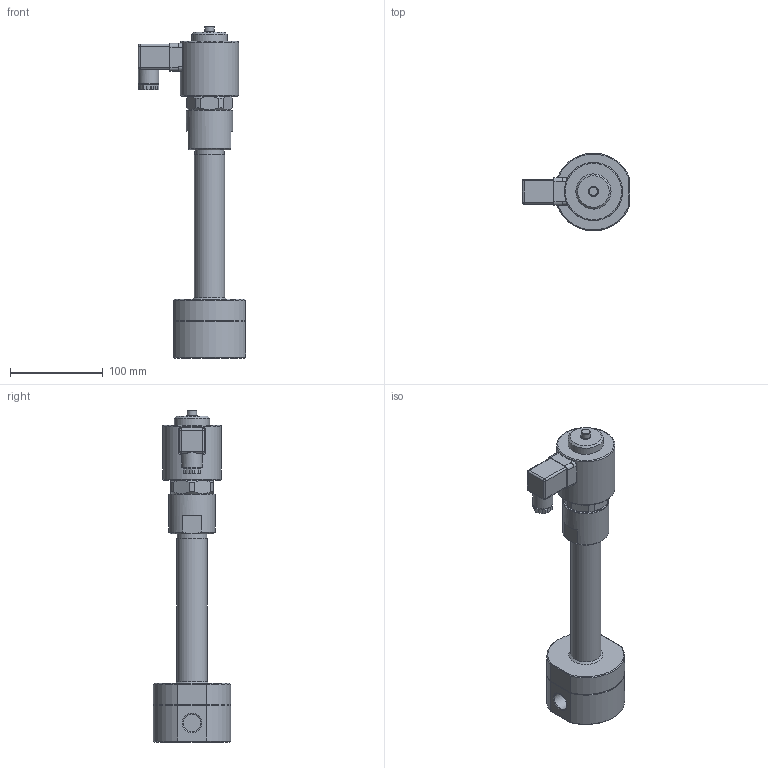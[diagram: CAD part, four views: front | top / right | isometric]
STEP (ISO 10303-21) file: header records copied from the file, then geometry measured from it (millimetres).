
FILE_DESCRIPTION(/* description */ (''),/* implementation_level */ '2;1');
FILE_NAME(/* name */ '091.000267_3-241-23-0804-.322.stp',/* time_stamp */ '2025-05-22T07:40:09+02:00',/* author */ ('CBeuthner'),/* organization */ (''),/* preprocessor_version */ 'ST-DEVELOPER v20',/* originating_system */ 'Autodesk Inventor 2024',/* authorisation */ '');
FILE_SCHEMA (('AUTOMOTIVE_DESIGN { 1 0 10303 214 3 1 1 }'));
Length unit declared in the file: millimetre
Products named in the file (1): 88-006799
Bounding box: 115.7 x 84 x 358.75 mm (x, y, z)
Volume: 814423.1 mm3; surface area: 88941.4 mm2
Topology: 1 solids, 1 shells, 159 faces, 380 edges, 235 vertices
Faces by surface type: plane 83, cylinder 47, cone 19, torus 4, sphere 4, bspline 2
Full cylindrical faces by diameter (mm): 6.647 x2, 10 x1, 11 x1, 17 x1, 18.631 x2, 22 x1, 32 x1, 32.6 x1, 36 x1, 38 x1, 50 x1, 63 x1
Entity records: 4913 total; most frequent: CARTESIAN_POINT 995, DIRECTION 785, ORIENTED_EDGE 748, EDGE_CURVE 374, AXIS2_PLACEMENT_3D 293, VERTEX_POINT 235, LINE 199, VECTOR 199
